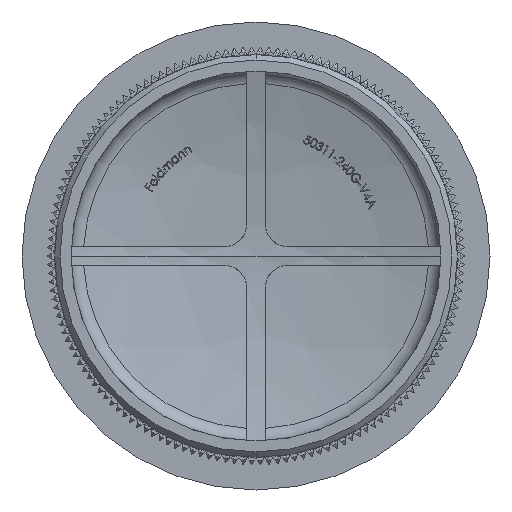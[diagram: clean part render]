
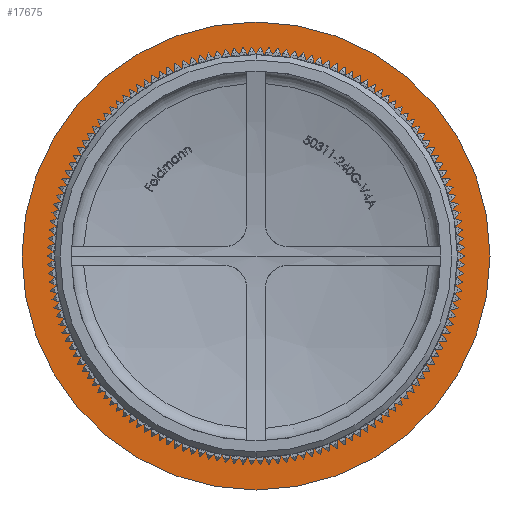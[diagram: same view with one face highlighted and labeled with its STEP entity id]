
A CAD part, front view. The second image highlights one B-rep face of the part: STEP entity #17675.
In plain terms, the highlighted planar face has unit normal (0, -1, 0).
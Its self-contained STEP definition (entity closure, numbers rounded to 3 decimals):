
#881 = ORIENTED_EDGE ( 'NONE', *, *, #31658, .T. ) ;
#1899 = CIRCLE ( 'NONE', #11321, 18.25 ) ;
#3790 = ORIENTED_EDGE ( 'NONE', *, *, #24133, .F. ) ;
#6355 = DIRECTION ( 'NONE',  ( 0., -1., 0. ) ) ;
#7506 = DIRECTION ( 'NONE',  ( 0., -1., 0. ) ) ;
#7844 = VERTEX_POINT ( 'NONE', #40484 ) ;
#8269 = DIRECTION ( 'NONE',  ( 0., -1., 0. ) ) ;
#8732 = VERTEX_POINT ( 'NONE', #17147 ) ;
#9382 = CARTESIAN_POINT ( 'NONE',  ( 0., 12.5, 0. ) ) ;
#10030 = EDGE_LOOP ( 'NONE', ( #881, #29831 ) ) ;
#11321 = AXIS2_PLACEMENT_3D ( 'NONE', #39537, #25765, #43143 ) ;
#14248 = VERTEX_POINT ( 'NONE', #41132 ) ;
#14512 = CARTESIAN_POINT ( 'NONE',  ( 0., 12.5, 0. ) ) ;
#16594 = VERTEX_POINT ( 'NONE', #27913 ) ;
#16664 = DIRECTION ( 'NONE',  ( 0., 0., -1. ) ) ;
#17147 = CARTESIAN_POINT ( 'NONE',  ( 0., 12.5, 18.25 ) ) ;
#17276 = CIRCLE ( 'NONE', #42084, 18.25 ) ;
#17663 = AXIS2_PLACEMENT_3D ( 'NONE', #9382, #6355, #16664 ) ;
#17675 = ADVANCED_FACE ( 'NONE', ( #25519, #24456 ), #40259, .T. ) ;
#19441 = DIRECTION ( 'NONE',  ( 0., -1., 0. ) ) ;
#22734 = DIRECTION ( 'NONE',  ( 0., 0., -1. ) ) ;
#23306 = EDGE_LOOP ( 'NONE', ( #3790, #26252 ) ) ;
#24133 = EDGE_CURVE ( 'NONE', #7844, #8732, #17276, .T. ) ;
#24456 = FACE_OUTER_BOUND ( 'NONE', #10030, .T. ) ;
#25326 = DIRECTION ( 'NONE',  ( 0., 0., -1. ) ) ;
#25473 = DIRECTION ( 'NONE',  ( 0., 0., -1. ) ) ;
#25519 = FACE_BOUND ( 'NONE', #23306, .T. ) ;
#25765 = DIRECTION ( 'NONE',  ( 0., -1., 0. ) ) ;
#26252 = ORIENTED_EDGE ( 'NONE', *, *, #44213, .F. ) ;
#27913 = CARTESIAN_POINT ( 'NONE',  ( 0., 12.5, -21.2 ) ) ;
#29831 = ORIENTED_EDGE ( 'NONE', *, *, #38401, .T. ) ;
#31658 = EDGE_CURVE ( 'NONE', #16594, #14248, #37754, .T. ) ;
#32115 = CARTESIAN_POINT ( 'NONE',  ( 0., 12.5, 0. ) ) ;
#36936 = CARTESIAN_POINT ( 'NONE',  ( 21.2, 12.5, 0. ) ) ;
#37754 = CIRCLE ( 'NONE', #17663, 21.2 ) ;
#37924 = CIRCLE ( 'NONE', #40363, 21.2 ) ;
#38401 = EDGE_CURVE ( 'NONE', #14248, #16594, #37924, .T. ) ;
#39537 = CARTESIAN_POINT ( 'NONE',  ( 0., 12.5, 0. ) ) ;
#40259 = PLANE ( 'NONE',  #43587 ) ;
#40363 = AXIS2_PLACEMENT_3D ( 'NONE', #32115, #8269, #25473 ) ;
#40484 = CARTESIAN_POINT ( 'NONE',  ( 0., 12.5, -18.25 ) ) ;
#41132 = CARTESIAN_POINT ( 'NONE',  ( 0., 12.5, 21.2 ) ) ;
#42084 = AXIS2_PLACEMENT_3D ( 'NONE', #14512, #7506, #25326 ) ;
#43143 = DIRECTION ( 'NONE',  ( 0., 0., -1. ) ) ;
#43587 = AXIS2_PLACEMENT_3D ( 'NONE', #36936, #19441, #22734 ) ;
#44213 = EDGE_CURVE ( 'NONE', #8732, #7844, #1899, .T. ) ;
